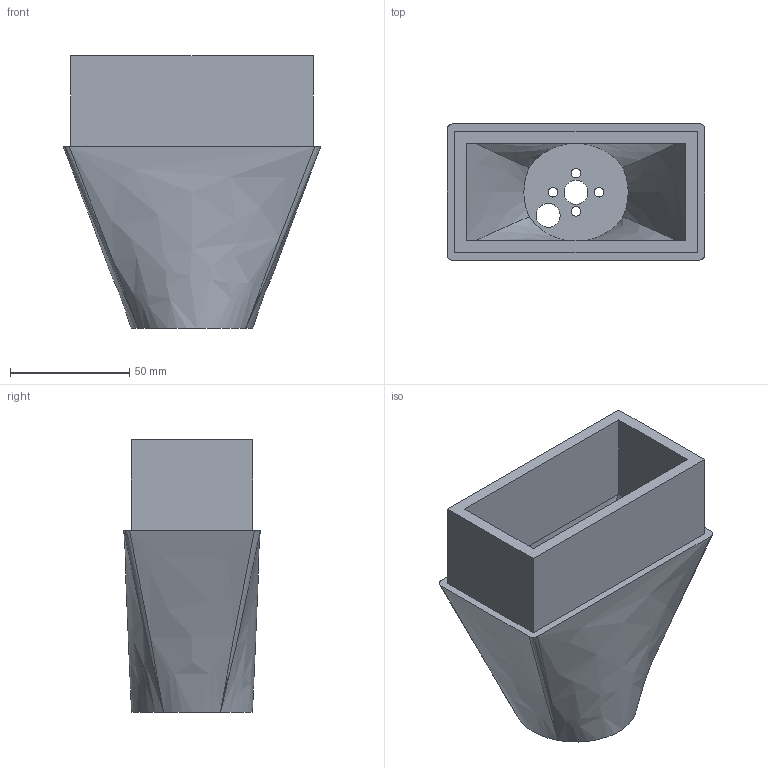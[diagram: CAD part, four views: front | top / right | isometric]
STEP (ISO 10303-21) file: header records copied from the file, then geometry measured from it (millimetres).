
FILE_DESCRIPTION (( 'STEP AP214' ), '1' );
FILE_NAME ('nosev2.STEP', '2025-02-22T18:19:57', ( '' ), ( '' ), 'SwSTEP 2.0', 'SolidWorks 2024', '' );
FILE_SCHEMA (( 'AUTOMOTIVE_DESIGN' ));
Length unit declared in the file: millimetre
Products named in the file (1): nosev2
Bounding box: 107.95 x 57.15 x 114.3 mm (x, y, z)
Volume: 149112.9 mm3; surface area: 62581.4 mm2
Topology: 1 solids, 1 shells, 37 faces, 96 edges, 60 vertices
Faces by surface type: plane 13, cylinder 12, bspline 12
Entity records: 3677 total; most frequent: CARTESIAN_POINT 2806, ORIENTED_EDGE 184, DIRECTION 148, EDGE_CURVE 92, VERTEX_POINT 60, AXIS2_PLACEMENT_3D 54, EDGE_LOOP 52, VECTOR 40
